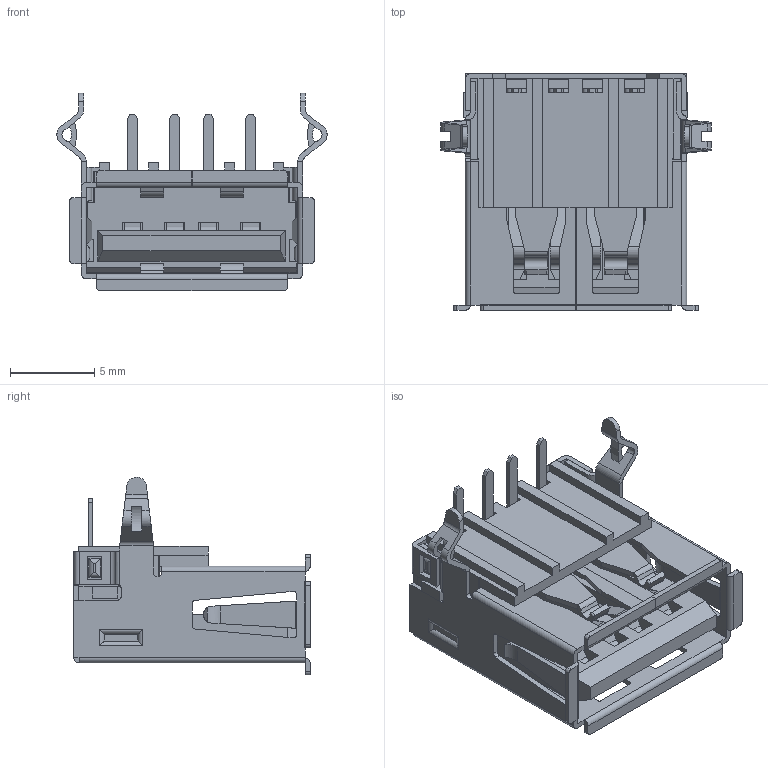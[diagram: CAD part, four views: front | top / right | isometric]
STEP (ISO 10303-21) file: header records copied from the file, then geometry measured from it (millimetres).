
FILE_DESCRIPTION(/* description */ ('Unknown'),/* implementation_level */ '2;1');
FILE_NAME(/* name */ '61400416021',/* time_stamp */ '2016-02-09T16:06:05+01:00',/* author */ ('Unknown'),/* organization */ ('Unknown'),/* preprocessor_version */ 'ST-DEVELOPER v16',/* originating_system */ 'DEX',/* authorisation */ $);
FILE_SCHEMA (('AUTOMOTIVE_DESIGN {1 0 10303 214 3 1 1}'));
Length unit declared in the file: millimetre
Products named in the file (4): 61400416021; 61400416021_Insulator; Contact Plating; 61400416021_Shielding
Assembly tree (6 placements, depth 2):
  61400416021
    61400416021_Insulator
    Contact Plating  x4
    61400416021_Shielding
Bounding box: 16 x 14 x 11.7 mm (x, y, z)
Volume: 559.8 mm3; surface area: 2153.5 mm2
Topology: 6 solids, 6 shells, 750 faces, 2123 edges, 1374 vertices
Faces by surface type: plane 482, cylinder 268
Entity records: 20698 total; most frequent: CARTESIAN_POINT 3901, ORIENTED_EDGE 3502, DIRECTION 3373, EDGE_CURVE 1751, LINE 1339, VECTOR 1339, VERTEX_POINT 1134, AXIS2_PLACEMENT_3D 1017
